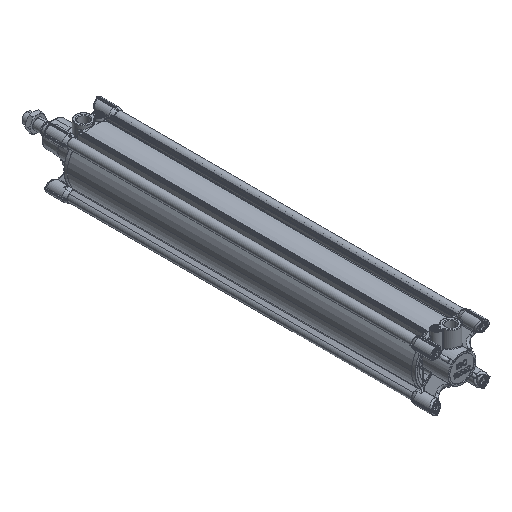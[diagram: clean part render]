
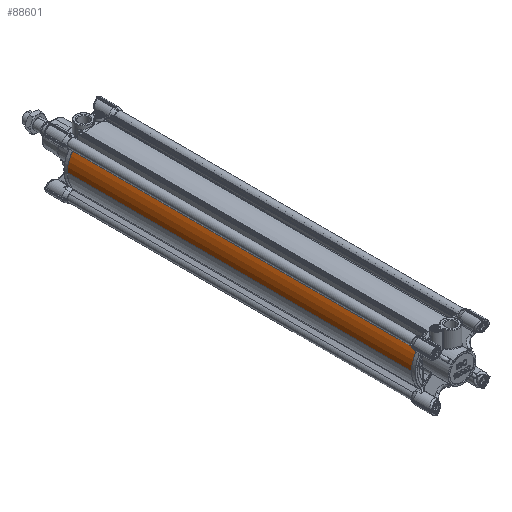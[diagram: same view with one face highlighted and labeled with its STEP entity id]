
A CAD part, isometric view. The second image highlights one B-rep face of the part: STEP entity #88601.
In plain terms, the highlighted cylindrical face has radius 52.75 mm (diameter 105.5 mm), a partial arc.
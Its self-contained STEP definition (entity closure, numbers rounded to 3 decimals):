
#1104 = EDGE_CURVE ( 'NONE', #46970, #19405, #20742, .T. ) ;
#7987 = LINE ( 'NONE', #59281, #79571 ) ;
#8418 = AXIS2_PLACEMENT_3D ( 'NONE', #115499, #100381, #112154 ) ;
#12906 = CARTESIAN_POINT ( 'NONE',  ( -41.996, 640., 31.92 ) ) ;
#13806 = ORIENTED_EDGE ( 'NONE', *, *, #42297, .T. ) ;
#19405 = VERTEX_POINT ( 'NONE', #43804 ) ;
#20742 = CIRCLE ( 'NONE', #165658, 52.75 ) ;
#25162 = ORIENTED_EDGE ( 'NONE', *, *, #46243, .T. ) ;
#26025 = DIRECTION ( 'NONE',  ( -1., 0., 0. ) ) ;
#26998 = CARTESIAN_POINT ( 'NONE',  ( -52.75, 698., 0. ) ) ;
#28487 = DIRECTION ( 'NONE',  ( 0., 1., 0. ) ) ;
#29311 = CARTESIAN_POINT ( 'NONE',  ( 0., 640., 0. ) ) ;
#32303 = AXIS2_PLACEMENT_3D ( 'NONE', #29311, #28487, #26025 ) ;
#32503 = ORIENTED_EDGE ( 'NONE', *, *, #1104, .F. ) ;
#33361 = ORIENTED_EDGE ( 'NONE', *, *, #66820, .F. ) ;
#42297 = EDGE_CURVE ( 'NONE', #46970, #161795, #76774, .T. ) ;
#43172 = DIRECTION ( 'NONE',  ( 1., 0., 0. ) ) ;
#43804 = CARTESIAN_POINT ( 'NONE',  ( -52.75, 40., 0. ) ) ;
#46243 = EDGE_CURVE ( 'NONE', #161795, #59491, #67422, .T. ) ;
#46970 = VERTEX_POINT ( 'NONE', #72936 ) ;
#59281 = CARTESIAN_POINT ( 'NONE',  ( -52.75, 640., 0. ) ) ;
#59491 = VERTEX_POINT ( 'NONE', #26998 ) ;
#66820 = EDGE_CURVE ( 'NONE', #19405, #59491, #7987, .T. ) ;
#67422 = CIRCLE ( 'NONE', #8418, 52.75 ) ;
#72936 = CARTESIAN_POINT ( 'NONE',  ( -41.996, 40., 31.92 ) ) ;
#76774 = LINE ( 'NONE', #12906, #133466 ) ;
#79571 = VECTOR ( 'NONE', #161868, 1000. ) ;
#88601 = ADVANCED_FACE ( 'NONE', ( #116688 ), #142816, .T. ) ;
#97002 = EDGE_LOOP ( 'NONE', ( #33361, #32503, #13806, #25162 ) ) ;
#100381 = DIRECTION ( 'NONE',  ( 0., -1., 0. ) ) ;
#111462 = CARTESIAN_POINT ( 'NONE',  ( -41.996, 698., 31.92 ) ) ;
#112154 = DIRECTION ( 'NONE',  ( 1., 0., 0. ) ) ;
#115499 = CARTESIAN_POINT ( 'NONE',  ( 0., 698., 0. ) ) ;
#116688 = FACE_OUTER_BOUND ( 'NONE', #97002, .T. ) ;
#133466 = VECTOR ( 'NONE', #162615, 1000. ) ;
#142816 = CYLINDRICAL_SURFACE ( 'NONE', #32303, 52.75 ) ;
#143248 = CARTESIAN_POINT ( 'NONE',  ( 0., 40., 0. ) ) ;
#157504 = DIRECTION ( 'NONE',  ( 0., -1., 0. ) ) ;
#161795 = VERTEX_POINT ( 'NONE', #111462 ) ;
#161868 = DIRECTION ( 'NONE',  ( 0., 1., 0. ) ) ;
#162615 = DIRECTION ( 'NONE',  ( 0., 1., 0. ) ) ;
#165658 = AXIS2_PLACEMENT_3D ( 'NONE', #143248, #157504, #43172 ) ;
